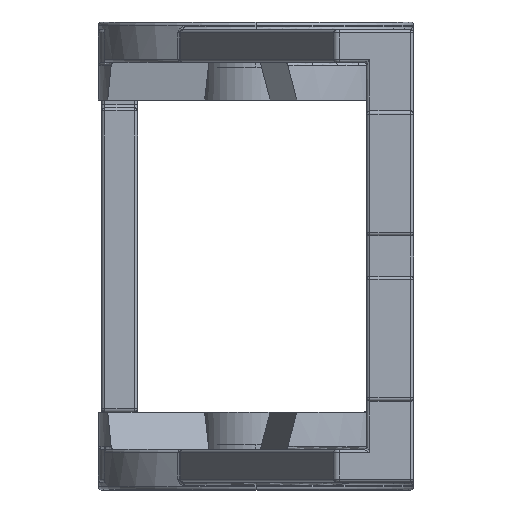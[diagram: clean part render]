
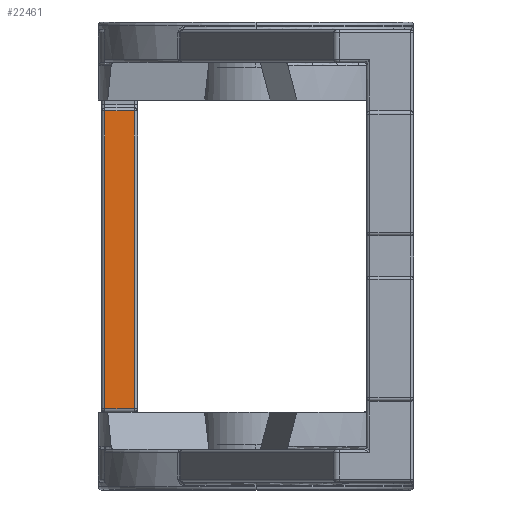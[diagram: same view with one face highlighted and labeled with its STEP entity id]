
A CAD part, left-side view. The second image highlights one B-rep face of the part: STEP entity #22461.
In plain terms, the highlighted planar face has unit normal (-1, 0, 0).
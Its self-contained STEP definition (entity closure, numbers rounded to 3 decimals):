
#46 = CARTESIAN_POINT ( 'NONE',  ( -40.408, 14.227, 42.505 ) ) ;
#615 = CARTESIAN_POINT ( 'NONE',  ( -40.408, 14.227, 37.705 ) ) ;
#1864 = VECTOR ( 'NONE', #2448, 1000. ) ;
#1874 = EDGE_LOOP ( 'NONE', ( #10039, #8456, #16090, #4257 ) ) ;
#2428 = EDGE_CURVE ( 'NONE', #8915, #3829, #13177, .T. ) ;
#2448 = DIRECTION ( 'NONE',  ( 0., 0., -1. ) ) ;
#3829 = VERTEX_POINT ( 'NONE', #22444 ) ;
#4257 = ORIENTED_EDGE ( 'NONE', *, *, #2428, .T. ) ;
#4452 = DIRECTION ( 'NONE',  ( 0., -1., 0. ) ) ;
#6216 = VERTEX_POINT ( 'NONE', #615 ) ;
#7576 = CARTESIAN_POINT ( 'NONE',  ( -40.408, 12.327, 37.705 ) ) ;
#8456 = ORIENTED_EDGE ( 'NONE', *, *, #19240, .T. ) ;
#8915 = VERTEX_POINT ( 'NONE', #15436 ) ;
#9028 = CARTESIAN_POINT ( 'NONE',  ( -40.408, 12.127, 37.705 ) ) ;
#10039 = ORIENTED_EDGE ( 'NONE', *, *, #17841, .T. ) ;
#10682 = DIRECTION ( 'NONE',  ( 0., 0., 1. ) ) ;
#10966 = PLANE ( 'NONE',  #29254 ) ;
#13177 = LINE ( 'NONE', #24095, #22451 ) ;
#15436 = CARTESIAN_POINT ( 'NONE',  ( -40.408, 12.327, 56.805 ) ) ;
#16090 = ORIENTED_EDGE ( 'NONE', *, *, #28183, .T. ) ;
#16730 = LINE ( 'NONE', #9028, #24241 ) ;
#17359 = VERTEX_POINT ( 'NONE', #7576 ) ;
#17841 = EDGE_CURVE ( 'NONE', #3829, #6216, #18303, .T. ) ;
#18303 = LINE ( 'NONE', #46, #1864 ) ;
#19240 = EDGE_CURVE ( 'NONE', #6216, #17359, #16730, .T. ) ;
#22232 = DIRECTION ( 'NONE',  ( 1., 0., 0. ) ) ;
#22444 = CARTESIAN_POINT ( 'NONE',  ( -40.408, 14.227, 56.805 ) ) ;
#22451 = VECTOR ( 'NONE', #26398, 1000. ) ;
#22461 = ADVANCED_FACE ( 'NONE', ( #26411 ), #10966, .F. ) ;
#22536 = CARTESIAN_POINT ( 'NONE',  ( -40.408, 14.077, 43.405 ) ) ;
#24095 = CARTESIAN_POINT ( 'NONE',  ( -40.408, 14.427, 56.805 ) ) ;
#24241 = VECTOR ( 'NONE', #4452, 1000. ) ;
#24459 = CARTESIAN_POINT ( 'NONE',  ( -40.408, 12.327, 43.405 ) ) ;
#24546 = DIRECTION ( 'NONE',  ( 0., 0., -1. ) ) ;
#25175 = LINE ( 'NONE', #24459, #27704 ) ;
#26398 = DIRECTION ( 'NONE',  ( 0., 1., 0. ) ) ;
#26411 = FACE_OUTER_BOUND ( 'NONE', #1874, .T. ) ;
#27704 = VECTOR ( 'NONE', #10682, 1000. ) ;
#28183 = EDGE_CURVE ( 'NONE', #17359, #8915, #25175, .T. ) ;
#29254 = AXIS2_PLACEMENT_3D ( 'NONE', #22536, #22232, #24546 ) ;
